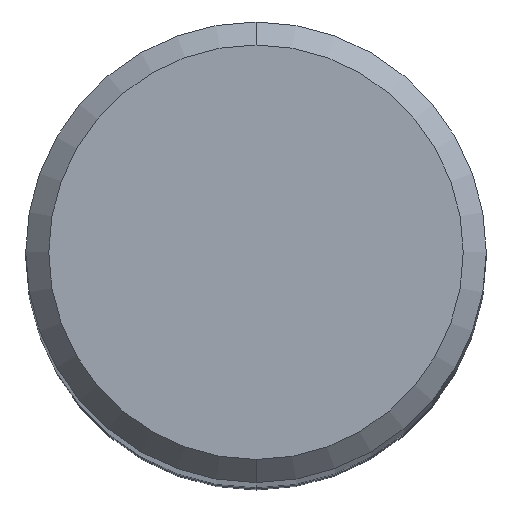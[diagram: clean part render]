
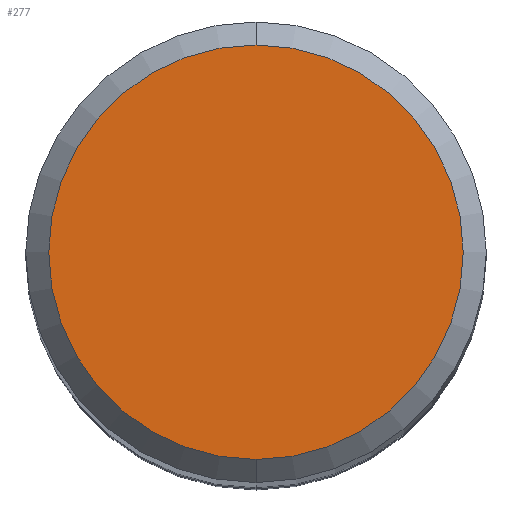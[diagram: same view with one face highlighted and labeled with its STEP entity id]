
A CAD part, top view. The second image highlights one B-rep face of the part: STEP entity #277.
In plain terms, the highlighted planar face has unit normal (0, 0, 1).
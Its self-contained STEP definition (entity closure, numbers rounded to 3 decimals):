
#145=VERTEX_POINT('',#376);
#181=EDGE_CURVE('',#145,#253,#414,.T.);
#253=VERTEX_POINT('',#496);
#277=ADVANCED_FACE('',(#523),#524,.T.);
#283=EDGE_CURVE('',#253,#145,#531,.T.);
#376=CARTESIAN_POINT('',(0.0,3.6,0.0));
#414=CIRCLE('',#688,3.6);
#496=CARTESIAN_POINT('',(0.,-3.6,0.0));
#523=FACE_OUTER_BOUND('',#827,.T.);
#524=PLANE('',#828);
#531=CIRCLE('',#837,3.6);
#688=AXIS2_PLACEMENT_3D('',#978,#979,#980);
#827=EDGE_LOOP('',(#1112,#1113));
#828=AXIS2_PLACEMENT_3D('',#1114,#1115,#1116);
#837=AXIS2_PLACEMENT_3D('',#1128,#1129,#1130);
#978=CARTESIAN_POINT('',(0.0,0.0,0.0));
#979=DIRECTION('',(0.0,0.0,-1.0));
#980=DIRECTION('',(0.0,1.0,0.0));
#1112=ORIENTED_EDGE('',*,*,#181,.F.);
#1113=ORIENTED_EDGE('',*,*,#283,.F.);
#1114=CARTESIAN_POINT('',(0.0,1.8,0.0));
#1115=DIRECTION('',(-0.0,0.0,1.0));
#1116=DIRECTION('',(0.0,-1.0,0.0));
#1128=CARTESIAN_POINT('',(0.0,0.0,0.0));
#1129=DIRECTION('',(0.0,0.0,-1.0));
#1130=DIRECTION('',(0.0,1.0,0.0));
